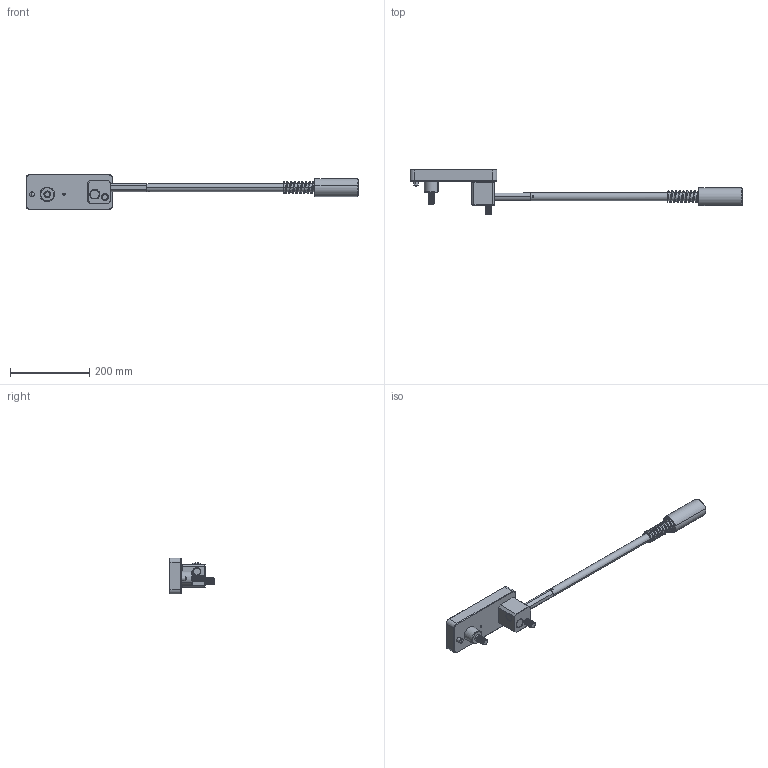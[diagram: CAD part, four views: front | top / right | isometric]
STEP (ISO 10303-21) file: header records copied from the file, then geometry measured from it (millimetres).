
FILE_DESCRIPTION (( 'STEP AP214' ), '1' );
FILE_NAME ('as582430.stp', '2025-03-05T15:24:57', ( '' ), ( '' ), 'SwSTEP 2.0', 'SolidWorks 2021', '' );
FILE_SCHEMA (( 'AUTOMOTIVE_DESIGN' ));
Length unit declared in the file: millimetre
Products named in the file (18): 9AS462024-D3; 3IMAN6X3-150; 1DIN9121050_DIN 912 M10 x 50 --- 50C; as582430; 3MUELLE-AS58_Expandido ; 9AS582430-D2; 9AS582430-F_DIN 912 M12 x 40 --- 40C; 9AS582430-B_sin ranura; 9AS582430-D4; 9AS582430-G_AL40; 9AS582430-D1; 9AS582430-DC; 9PB060700; 1PCI63251224; 9AS582430-C_sin ranura; 9AS582430-E; 1PCI632526; 9AS582430-A_46
Assembly tree (21 placements, depth 3):
  as582430
    9AS582430-A_46
    9AS582430-B_sin ranura
    9AS582430-C_sin ranura
    9AS582430-DC
      9AS582430-D1
      9AS582430-D2
      9AS582430-D4
      9AS582430-F_DIN 912 M12 x 40 --- 40C
      9AS462024-D3
      3IMAN6X3-150  x4
      1PCI63251224
      1PCI632526
      9PB060700
    9AS582430-E
    9AS582430-F_DIN 912 M12 x 40 --- 40C
    9AS582430-G_AL40
    3MUELLE-AS58_Expandido 
    1DIN9121050_DIN 912 M10 x 50 --- 50C
Bounding box: 840.5 x 114 x 90 mm (x, y, z)
Volume: 1119443.5 mm3; surface area: 222627.7 mm2
Topology: 20 solids, 20 shells, 1318 faces, 3436 edges, 2237 vertices
Faces by surface type: plane 396, cylinder 389, cone 335, bspline 108, torus 80, sphere 10
Entity records: 64804 total; most frequent: CARTESIAN_POINT 31933, ORIENTED_EDGE 6168, DIRECTION 5743, EDGE_CURVE 3084, AXIS2_PLACEMENT_3D 2087, VERTEX_POINT 2034, VECTOR 1569, LINE 1569
